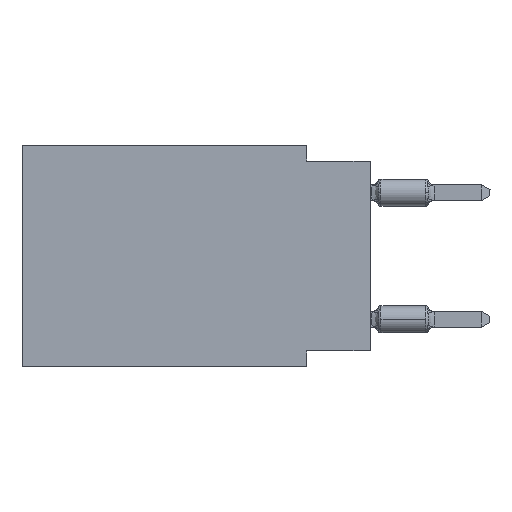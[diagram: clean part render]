
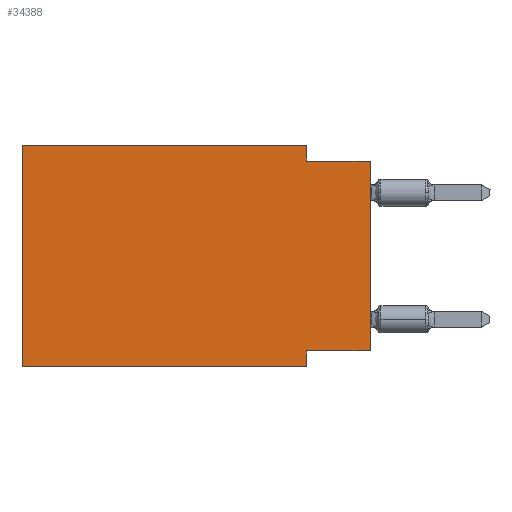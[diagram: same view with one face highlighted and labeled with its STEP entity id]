
A CAD part, left-side view. The second image highlights one B-rep face of the part: STEP entity #34388.
In plain terms, the highlighted planar face has unit normal (-1, 0, 0).
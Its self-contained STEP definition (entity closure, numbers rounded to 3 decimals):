
#1349 = VERTEX_POINT ( 'NONE', #38468 ) ;
#2428 = CARTESIAN_POINT ( 'NONE',  ( 0., 2.54, -0.635 ) ) ;
#2954 = LINE ( 'NONE', #3975, #47016 ) ;
#3445 = FACE_OUTER_BOUND ( 'NONE', #29267, .T. ) ;
#3744 = VERTEX_POINT ( 'NONE', #43077 ) ;
#3975 = CARTESIAN_POINT ( 'NONE',  ( 0., 13.97, 0. ) ) ;
#5149 = LINE ( 'NONE', #44746, #43273 ) ;
#6236 = ORIENTED_EDGE ( 'NONE', *, *, #14253, .F. ) ;
#11088 = VERTEX_POINT ( 'NONE', #2428 ) ;
#11183 = CARTESIAN_POINT ( 'NONE',  ( 0., 0., -0.635 ) ) ;
#11381 = CARTESIAN_POINT ( 'NONE',  ( 0., 13.97, 0. ) ) ;
#12891 = CARTESIAN_POINT ( 'NONE',  ( 0., 13.97, -8.89 ) ) ;
#13152 = ORIENTED_EDGE ( 'NONE', *, *, #24683, .T. ) ;
#13191 = VERTEX_POINT ( 'NONE', #11183 ) ;
#13589 = LINE ( 'NONE', #49790, #39674 ) ;
#13608 = CARTESIAN_POINT ( 'NONE',  ( 0., 2.54, 0. ) ) ;
#14088 = LINE ( 'NONE', #41604, #29133 ) ;
#14253 = EDGE_CURVE ( 'NONE', #32162, #1349, #14088, .T. ) ;
#14577 = EDGE_CURVE ( 'NONE', #3744, #11088, #50071, .T. ) ;
#14973 = DIRECTION ( 'NONE',  ( 0., 0., -1. ) ) ;
#15857 = CARTESIAN_POINT ( 'NONE',  ( 0., 2.54, -8.255 ) ) ;
#16795 = CARTESIAN_POINT ( 'NONE',  ( 0., 0., -8.255 ) ) ;
#21178 = DIRECTION ( 'NONE',  ( 0., 0., -1. ) ) ;
#21259 = VECTOR ( 'NONE', #36979, 1000. ) ;
#22060 = ORIENTED_EDGE ( 'NONE', *, *, #31894, .F. ) ;
#22327 = CARTESIAN_POINT ( 'NONE',  ( 0., 13.97, 0. ) ) ;
#24683 = EDGE_CURVE ( 'NONE', #30815, #1349, #43221, .T. ) ;
#24800 = ORIENTED_EDGE ( 'NONE', *, *, #27353, .T. ) ;
#24929 = VECTOR ( 'NONE', #49032, 1000. ) ;
#25141 = CARTESIAN_POINT ( 'NONE',  ( 0., 0., -8.255 ) ) ;
#26125 = ORIENTED_EDGE ( 'NONE', *, *, #14577, .F. ) ;
#26373 = CARTESIAN_POINT ( 'NONE',  ( 0., 0., -0.635 ) ) ;
#27353 = EDGE_CURVE ( 'NONE', #50839, #13191, #13589, .T. ) ;
#28556 = VECTOR ( 'NONE', #42695, 1000. ) ;
#28762 = DIRECTION ( 'NONE',  ( 0., 0., 1. ) ) ;
#28785 = VECTOR ( 'NONE', #37889, 1000. ) ;
#29124 = LINE ( 'NONE', #16795, #21259 ) ;
#29133 = VECTOR ( 'NONE', #21178, 1000. ) ;
#29267 = EDGE_LOOP ( 'NONE', ( #24800, #31904, #26125, #31907, #22060, #13152, #6236, #44096 ) ) ;
#30563 = LINE ( 'NONE', #26373, #28785 ) ;
#30815 = VERTEX_POINT ( 'NONE', #12891 ) ;
#31894 = EDGE_CURVE ( 'NONE', #30815, #44170, #5149, .T. ) ;
#31904 = ORIENTED_EDGE ( 'NONE', *, *, #40106, .F. ) ;
#31907 = ORIENTED_EDGE ( 'NONE', *, *, #39482, .F. ) ;
#32162 = VERTEX_POINT ( 'NONE', #15857 ) ;
#34388 = ADVANCED_FACE ( 'NONE', ( #3445 ), #35421, .F. ) ;
#34896 = DIRECTION ( 'NONE',  ( 1., 0., 0. ) ) ;
#35421 = PLANE ( 'NONE',  #48491 ) ;
#36979 = DIRECTION ( 'NONE',  ( 0., 1., 0. ) ) ;
#37889 = DIRECTION ( 'NONE',  ( 0., -1., 0. ) ) ;
#38468 = CARTESIAN_POINT ( 'NONE',  ( 0., 2.54, -8.89 ) ) ;
#39482 = EDGE_CURVE ( 'NONE', #44170, #3744, #2954, .T. ) ;
#39674 = VECTOR ( 'NONE', #46110, 1000. ) ;
#40106 = EDGE_CURVE ( 'NONE', #11088, #13191, #30563, .T. ) ;
#40797 = EDGE_CURVE ( 'NONE', #50839, #32162, #29124, .T. ) ;
#41604 = CARTESIAN_POINT ( 'NONE',  ( 0., 2.54, -8.89 ) ) ;
#42695 = DIRECTION ( 'NONE',  ( 0., -1., 0. ) ) ;
#43077 = CARTESIAN_POINT ( 'NONE',  ( 0., 2.54, 0. ) ) ;
#43221 = LINE ( 'NONE', #47931, #28556 ) ;
#43273 = VECTOR ( 'NONE', #28762, 1000. ) ;
#44096 = ORIENTED_EDGE ( 'NONE', *, *, #40797, .F. ) ;
#44170 = VERTEX_POINT ( 'NONE', #11381 ) ;
#44746 = CARTESIAN_POINT ( 'NONE',  ( 0., 13.97, 0. ) ) ;
#46110 = DIRECTION ( 'NONE',  ( 0., 0., 1. ) ) ;
#46734 = DIRECTION ( 'NONE',  ( 0., -1., 0. ) ) ;
#47016 = VECTOR ( 'NONE', #46734, 1000. ) ;
#47931 = CARTESIAN_POINT ( 'NONE',  ( 0., 13.97, -8.89 ) ) ;
#48491 = AXIS2_PLACEMENT_3D ( 'NONE', #22327, #34896, #14973 ) ;
#49032 = DIRECTION ( 'NONE',  ( 0., 0., -1. ) ) ;
#49790 = CARTESIAN_POINT ( 'NONE',  ( 0., 0., 0. ) ) ;
#50071 = LINE ( 'NONE', #13608, #24929 ) ;
#50839 = VERTEX_POINT ( 'NONE', #25141 ) ;
